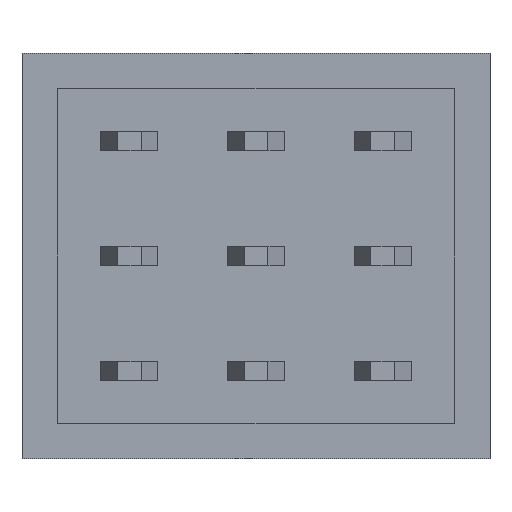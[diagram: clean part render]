
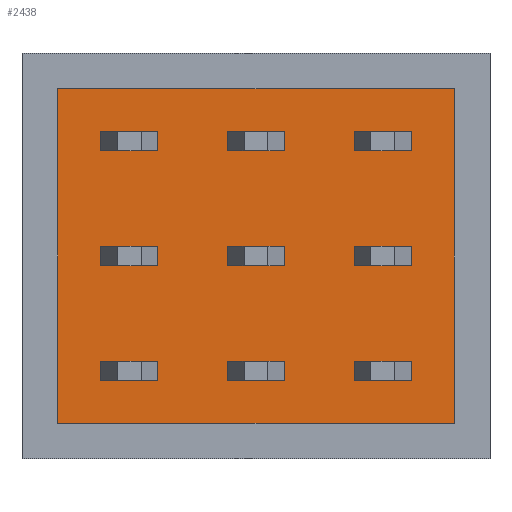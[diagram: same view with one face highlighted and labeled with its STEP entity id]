
A CAD part, front view. The second image highlights one B-rep face of the part: STEP entity #2438.
In plain terms, the highlighted planar face has unit normal (0, -1, 0).
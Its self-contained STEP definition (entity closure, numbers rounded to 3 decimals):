
#275 = CARTESIAN_POINT ( 'NONE',  ( 8.3, -15.5, -7. ) ) ;
#426 = CARTESIAN_POINT ( 'NONE',  ( 8.3, -15.5, -7. ) ) ;
#499 = EDGE_CURVE ( 'NONE', #1013, #4283, #4369, .T. ) ;
#530 = CARTESIAN_POINT ( 'NONE',  ( 8.3, -15.5, -7. ) ) ;
#557 = DIRECTION ( 'NONE',  ( 0., 0., 1. ) ) ;
#645 = ORIENTED_EDGE ( 'NONE', *, *, #3926, .T. ) ;
#673 = DIRECTION ( 'NONE',  ( 0., -1., 0. ) ) ;
#687 = DIRECTION ( 'NONE',  ( 1., 0., 0. ) ) ;
#1004 = ORIENTED_EDGE ( 'NONE', *, *, #3221, .T. ) ;
#1013 = VERTEX_POINT ( 'NONE', #2109 ) ;
#1182 = CARTESIAN_POINT ( 'NONE',  ( -8.3, -15.5, -7. ) ) ;
#1245 = VECTOR ( 'NONE', #3944, 1000. ) ;
#1457 = CARTESIAN_POINT ( 'NONE',  ( -8.3, -15.5, -7. ) ) ;
#1572 = ORIENTED_EDGE ( 'NONE', *, *, #4261, .T. ) ;
#1820 = CARTESIAN_POINT ( 'NONE',  ( 8.3, -15.5, 7. ) ) ;
#1934 = DIRECTION ( 'NONE',  ( -1., 0., 0. ) ) ;
#2059 = DIRECTION ( 'NONE',  ( 0., 0., -1. ) ) ;
#2109 = CARTESIAN_POINT ( 'NONE',  ( -8.3, -15.5, 7. ) ) ;
#2345 = EDGE_LOOP ( 'NONE', ( #1004, #645, #1572, #4029 ) ) ;
#2438 = ADVANCED_FACE ( 'NONE', ( #3759 ), #3102, .T. ) ;
#2491 = VECTOR ( 'NONE', #687, 1000. ) ;
#2526 = VERTEX_POINT ( 'NONE', #426 ) ;
#2572 = CARTESIAN_POINT ( 'NONE',  ( -8.3, -15.5, 7. ) ) ;
#2590 = LINE ( 'NONE', #2975, #3579 ) ;
#2815 = LINE ( 'NONE', #1457, #2491 ) ;
#2940 = VECTOR ( 'NONE', #557, 1000. ) ;
#2975 = CARTESIAN_POINT ( 'NONE',  ( 8.3, -15.5, 7. ) ) ;
#3102 = PLANE ( 'NONE',  #4069 ) ;
#3221 = EDGE_CURVE ( 'NONE', #4283, #2526, #2815, .T. ) ;
#3579 = VECTOR ( 'NONE', #1934, 1000. ) ;
#3759 = FACE_OUTER_BOUND ( 'NONE', #2345, .T. ) ;
#3916 = LINE ( 'NONE', #530, #2940 ) ;
#3926 = EDGE_CURVE ( 'NONE', #2526, #4232, #3916, .T. ) ;
#3944 = DIRECTION ( 'NONE',  ( 0., 0., -1. ) ) ;
#4029 = ORIENTED_EDGE ( 'NONE', *, *, #499, .T. ) ;
#4069 = AXIS2_PLACEMENT_3D ( 'NONE', #275, #673, #2059 ) ;
#4232 = VERTEX_POINT ( 'NONE', #1820 ) ;
#4261 = EDGE_CURVE ( 'NONE', #4232, #1013, #2590, .T. ) ;
#4283 = VERTEX_POINT ( 'NONE', #1182 ) ;
#4369 = LINE ( 'NONE', #2572, #1245 ) ;
